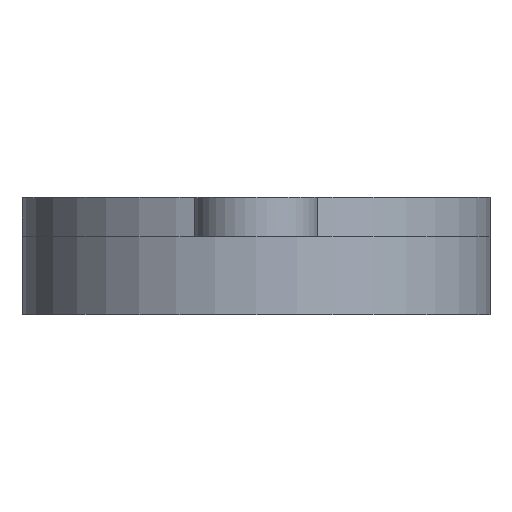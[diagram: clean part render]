
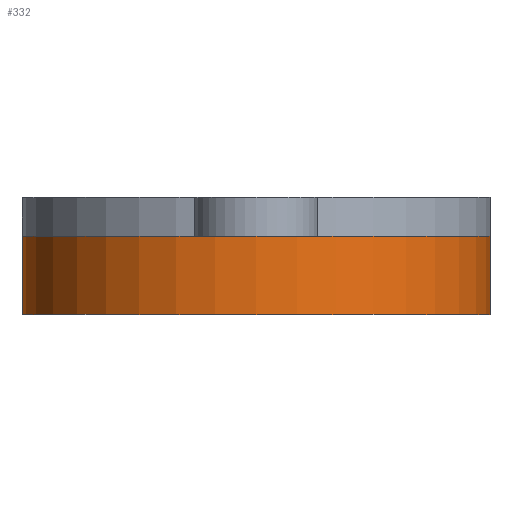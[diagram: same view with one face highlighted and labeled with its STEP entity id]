
A CAD part, front view. The second image highlights one B-rep face of the part: STEP entity #332.
In plain terms, the highlighted cylindrical face has radius 15 mm (diameter 30 mm), a partial arc.
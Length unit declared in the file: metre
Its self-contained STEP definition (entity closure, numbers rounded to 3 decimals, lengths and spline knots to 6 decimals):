
#18=LINE('',#557,#30);
#19=LINE('',#561,#31);
#30=VECTOR('',#450,1.);
#31=VECTOR('',#453,1.);
#42=CYLINDRICAL_SURFACE('',#379,0.015);
#67=ORIENTED_EDGE('',*,*,#138,.T.);
#68=ORIENTED_EDGE('',*,*,#140,.F.);
#69=ORIENTED_EDGE('',*,*,#141,.F.);
#70=ORIENTED_EDGE('',*,*,#142,.T.);
#138=EDGE_CURVE('',#177,#176,#207,.T.);
#140=EDGE_CURVE('',#178,#176,#18,.T.);
#141=EDGE_CURVE('',#179,#178,#208,.T.);
#142=EDGE_CURVE('',#179,#177,#19,.T.);
#176=VERTEX_POINT('',#552);
#177=VERTEX_POINT('',#554);
#178=VERTEX_POINT('',#558);
#179=VERTEX_POINT('',#560);
#207=CIRCLE('',#378,0.015);
#208=CIRCLE('',#380,0.015);
#236=EDGE_LOOP('',(#67,#68,#69,#70));
#284=FACE_BOUND('',#236,.T.);
#332=ADVANCED_FACE('',(#284),#42,.T.);
#378=AXIS2_PLACEMENT_3D('',#553,#445,#446);
#379=AXIS2_PLACEMENT_3D('',#556,#448,#449);
#380=AXIS2_PLACEMENT_3D('',#559,#451,#452);
#445=DIRECTION('',(0.,0.,1.));
#446=DIRECTION('',(1.,0.,0.));
#448=DIRECTION('',(0.,0.,-1.));
#449=DIRECTION('',(-1.,0.,0.));
#450=DIRECTION('',(0.,0.,-1.));
#451=DIRECTION('',(0.,0.,1.));
#452=DIRECTION('',(1.,0.,0.));
#453=DIRECTION('',(0.,0.,-1.));
#552=CARTESIAN_POINT('',(0.015,0.2,-0.005));
#553=CARTESIAN_POINT('',(0.,0.2,-0.005));
#554=CARTESIAN_POINT('',(-0.015,0.2,-0.005));
#556=CARTESIAN_POINT('',(0.,0.2,0.));
#557=CARTESIAN_POINT('',(0.015,0.2,0.));
#558=CARTESIAN_POINT('',(0.015,0.2,0.));
#559=CARTESIAN_POINT('',(0.,0.2,0.));
#560=CARTESIAN_POINT('',(-0.015,0.2,0.));
#561=CARTESIAN_POINT('',(-0.015,0.2,0.));
